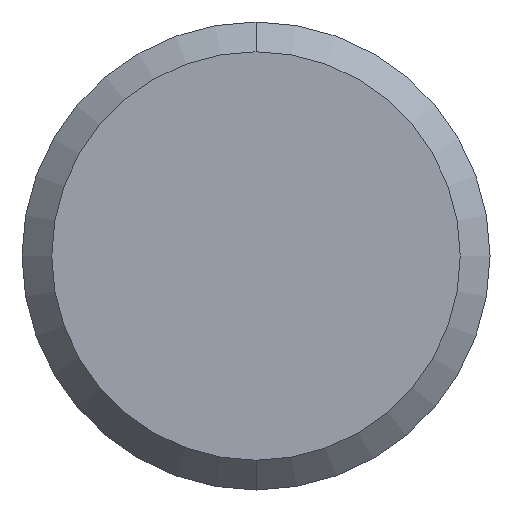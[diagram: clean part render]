
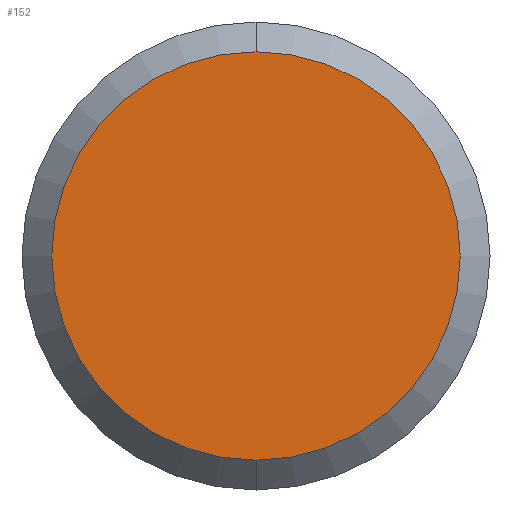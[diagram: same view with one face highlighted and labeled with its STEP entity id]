
A CAD part, front view. The second image highlights one B-rep face of the part: STEP entity #152.
In plain terms, the highlighted planar face has unit normal (0, -1, 0).
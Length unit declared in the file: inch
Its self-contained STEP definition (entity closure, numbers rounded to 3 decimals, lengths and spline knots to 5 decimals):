
#10 = CARTESIAN_POINT ( 'NONE',  ( 0., 0., 0. ) ) ;
#37 = CARTESIAN_POINT ( 'NONE',  ( 0., 0., 0. ) ) ;
#41 = FACE_OUTER_BOUND ( 'NONE', #173, .T. ) ;
#49 = DIRECTION ( 'NONE',  ( 0., 1., 0. ) ) ;
#65 = ORIENTED_EDGE ( 'NONE', *, *, #217, .T. ) ;
#70 = VERTEX_POINT ( 'NONE', #260 ) ;
#92 = PLANE ( 'NONE',  #137 ) ;
#99 = VERTEX_POINT ( 'NONE', #168 ) ;
#118 = AXIS2_PLACEMENT_3D ( 'NONE', #10, #261, #182 ) ;
#128 = AXIS2_PLACEMENT_3D ( 'NONE', #37, #216, #162 ) ;
#137 = AXIS2_PLACEMENT_3D ( 'NONE', #278, #49, #183 ) ;
#152 = ADVANCED_FACE ( 'NONE', ( #41 ), #92, .F. ) ;
#158 = ORIENTED_EDGE ( 'NONE', *, *, #246, .T. ) ;
#162 = DIRECTION ( 'NONE',  ( 0., 0., 1. ) ) ;
#168 = CARTESIAN_POINT ( 'NONE',  ( 0., 0., -0.13733 ) ) ;
#173 = EDGE_LOOP ( 'NONE', ( #65, #158 ) ) ;
#178 = CIRCLE ( 'NONE', #128, 0.13733 ) ;
#182 = DIRECTION ( 'NONE',  ( 0., 0., 1. ) ) ;
#183 = DIRECTION ( 'NONE',  ( 0., 0., 1. ) ) ;
#216 = DIRECTION ( 'NONE',  ( 0., -1., 0. ) ) ;
#217 = EDGE_CURVE ( 'NONE', #70, #99, #178, .T. ) ;
#226 = CIRCLE ( 'NONE', #118, 0.13733 ) ;
#246 = EDGE_CURVE ( 'NONE', #99, #70, #226, .T. ) ;
#260 = CARTESIAN_POINT ( 'NONE',  ( 0., 0., 0.13733 ) ) ;
#261 = DIRECTION ( 'NONE',  ( 0., -1., 0. ) ) ;
#278 = CARTESIAN_POINT ( 'NONE',  ( 0., 0., 0. ) ) ;
